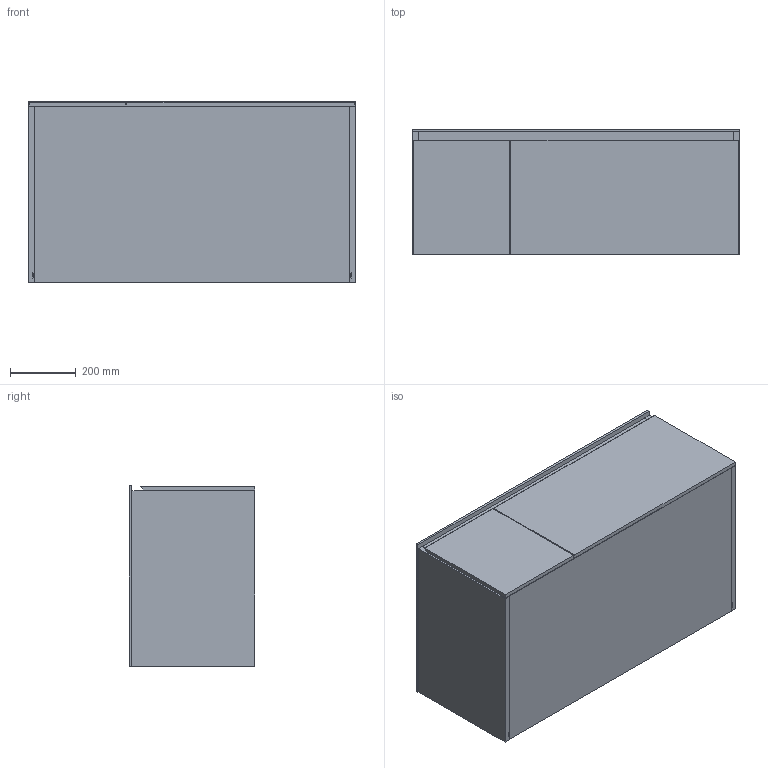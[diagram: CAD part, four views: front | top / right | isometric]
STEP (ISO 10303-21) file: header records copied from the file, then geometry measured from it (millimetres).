
FILE_DESCRIPTION (( 'STEP AP214' ), '1' );
FILE_NAME ('WP1000375-2AUSAERR-A.STEP', '2021-02-08T09:16:30', ( '' ), ( '' ), 'SwSTEP 2.0', 'SolidWorks 2020', '' );
FILE_SCHEMA (( 'AUTOMOTIVE_DESIGN' ));
Length unit declared in the file: millimetre
Products named in the file (3): WP 1000375-2AUSAERR-A_us_MDF lackiert<Wie bearbeitet>; WP1000375-2AUSAERR-A; WP 1000375-2AUSAERR-A_wt_Mit Hahnloch ohne šberlauf
Assembly tree (2 placements, depth 2):
  WP1000375-2AUSAERR-A
    WP 1000375-2AUSAERR-A_wt_Mit Hahnloch ohne šberlauf
    WP 1000375-2AUSAERR-A_us_MDF lackiert<Wie bearbeitet>
Bounding box: 1000 x 382 x 550 mm (x, y, z)
Volume: 47516714.1 mm3; surface area: 6329882.4 mm2
Topology: 17 solids, 17 shells, 252 faces, 629 edges, 408 vertices
Faces by surface type: plane 184, cylinder 44, bspline 24
Entity records: 13562 total; most frequent: CARTESIAN_POINT 7480, ORIENTED_EDGE 1248, DIRECTION 1080, EDGE_CURVE 624, LINE 478, VECTOR 478, VERTEX_POINT 408, AXIS2_PLACEMENT_3D 301
